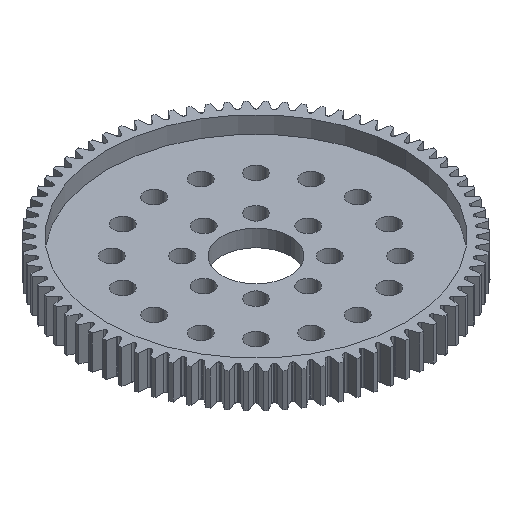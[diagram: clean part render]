
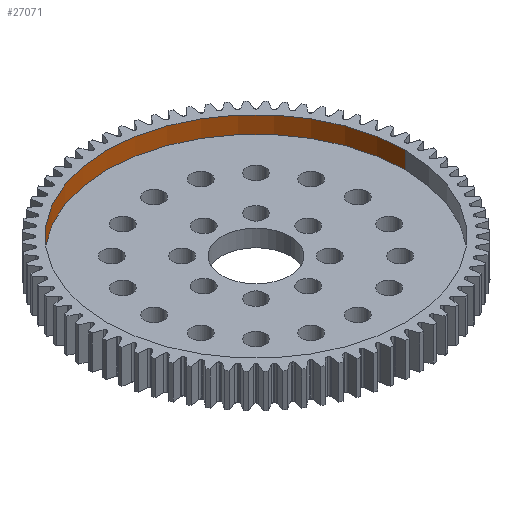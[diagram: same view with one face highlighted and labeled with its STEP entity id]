
A CAD part, isometric view. The second image highlights one B-rep face of the part: STEP entity #27071.
In plain terms, the highlighted cylindrical face has radius 27.9 mm (diameter 55.801 mm), a partial arc.
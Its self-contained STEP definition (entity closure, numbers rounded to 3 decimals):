
#3325 = EDGE_LOOP ( 'NONE', ( #4517, #16319, #11299, #21978 ) ) ;
#4099 = AXIS2_PLACEMENT_3D ( 'NONE', #13519, #5960, #30877 ) ;
#4125 = VERTEX_POINT ( 'NONE', #12390 ) ;
#4517 = ORIENTED_EDGE ( 'NONE', *, *, #20965, .F. ) ;
#5291 = FACE_OUTER_BOUND ( 'NONE', #3325, .T. ) ;
#5438 = CARTESIAN_POINT ( 'NONE',  ( 27.9, 0., 3.175 ) ) ;
#5960 = DIRECTION ( 'NONE',  ( 0., 0., 1. ) ) ;
#6642 = VERTEX_POINT ( 'NONE', #22819 ) ;
#10349 = VECTOR ( 'NONE', #27635, 1000. ) ;
#11299 = ORIENTED_EDGE ( 'NONE', *, *, #26251, .T. ) ;
#11860 = CYLINDRICAL_SURFACE ( 'NONE', #28730, 27.9 ) ;
#12145 = DIRECTION ( 'NONE',  ( 0., 0., 1. ) ) ;
#12390 = CARTESIAN_POINT ( 'NONE',  ( 27.9, 0., 3.175 ) ) ;
#13519 = CARTESIAN_POINT ( 'NONE',  ( 0., 0., 3.175 ) ) ;
#15009 = LINE ( 'NONE', #5438, #10349 ) ;
#15667 = CARTESIAN_POINT ( 'NONE',  ( 0., 0., 6.35 ) ) ;
#15704 = CARTESIAN_POINT ( 'NONE',  ( -27.9, 0., 3.175 ) ) ;
#16319 = ORIENTED_EDGE ( 'NONE', *, *, #17931, .F. ) ;
#16677 = CARTESIAN_POINT ( 'NONE',  ( -27.9, 0., 3.175 ) ) ;
#17931 = EDGE_CURVE ( 'NONE', #4125, #29949, #24053, .T. ) ;
#19707 = LINE ( 'NONE', #16677, #20848 ) ;
#20848 = VECTOR ( 'NONE', #22002, 1000. ) ;
#20868 = AXIS2_PLACEMENT_3D ( 'NONE', #15667, #27919, #30621 ) ;
#20965 = EDGE_CURVE ( 'NONE', #29949, #6642, #19707, .T. ) ;
#21978 = ORIENTED_EDGE ( 'NONE', *, *, #28297, .T. ) ;
#22002 = DIRECTION ( 'NONE',  ( 0., 0., 1. ) ) ;
#22819 = CARTESIAN_POINT ( 'NONE',  ( -27.9, 0., 6.35 ) ) ;
#23448 = CIRCLE ( 'NONE', #20868, 27.9 ) ;
#24053 = CIRCLE ( 'NONE', #4099, 27.9 ) ;
#24268 = CARTESIAN_POINT ( 'NONE',  ( 27.9, 0., 6.35 ) ) ;
#26251 = EDGE_CURVE ( 'NONE', #4125, #27315, #15009, .T. ) ;
#27071 = ADVANCED_FACE ( 'NONE', ( #5291 ), #11860, .F. ) ;
#27315 = VERTEX_POINT ( 'NONE', #24268 ) ;
#27635 = DIRECTION ( 'NONE',  ( 0., 0., 1. ) ) ;
#27919 = DIRECTION ( 'NONE',  ( 0., 0., 1. ) ) ;
#28297 = EDGE_CURVE ( 'NONE', #27315, #6642, #23448, .T. ) ;
#28730 = AXIS2_PLACEMENT_3D ( 'NONE', #29609, #12145, #31982 ) ;
#29609 = CARTESIAN_POINT ( 'NONE',  ( 0., 0., 3.175 ) ) ;
#29949 = VERTEX_POINT ( 'NONE', #15704 ) ;
#30621 = DIRECTION ( 'NONE',  ( 1., 0., 0. ) ) ;
#30877 = DIRECTION ( 'NONE',  ( 1., 0., 0. ) ) ;
#31982 = DIRECTION ( 'NONE',  ( 1., 0., 0. ) ) ;
